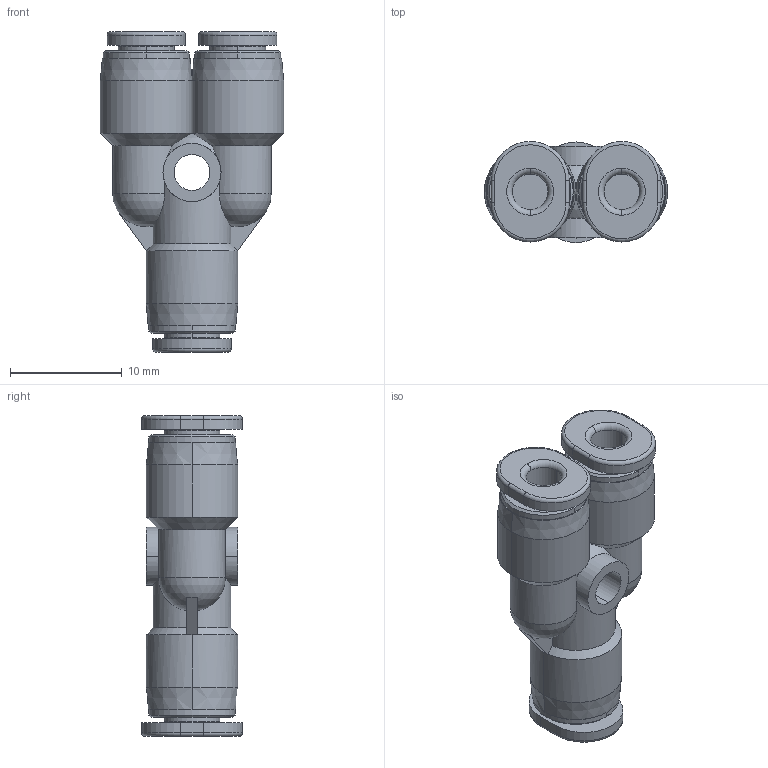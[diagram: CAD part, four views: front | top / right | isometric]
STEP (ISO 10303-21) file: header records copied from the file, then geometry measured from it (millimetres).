
FILE_DESCRIPTION((''),'2;1');
FILE_NAME('PY03C-mdt.stp','2017-07-24T17:04:05',(''),(''),'Mechanical Desktop 2009','Mechanical Desktop 2009',', , ');
FILE_SCHEMA(('CONFIG_CONTROL_DESIGN'));
Length unit declared in the file: millimetre
Products named in the file (3): PY03C-MDTA; PY03C-MDT; COLLAR-L03C-L
Assembly tree (3 placements, depth 2):
  PY03C-MDTA
    PY03C-MDT
    COLLAR-L03C-L  x2
Bounding box: 16.4 x 9 x 28.7 mm (x, y, z)
Volume: 1781.8 mm3; surface area: 1845.8 mm2
Topology: 1 solids, 1 shells, 121 faces, 277 edges, 167 vertices
Faces by surface type: cylinder 46, plane 37, cone 16, torus 12, bspline 6, sphere 4
Entity records: 4005 total; most frequent: CARTESIAN_POINT 1109, DIRECTION 636, ORIENTED_EDGE 550, EDGE_CURVE 275, AXIS2_PLACEMENT_3D 268, VERTEX_POINT 167, CIRCLE 149, EDGE_LOOP 135
